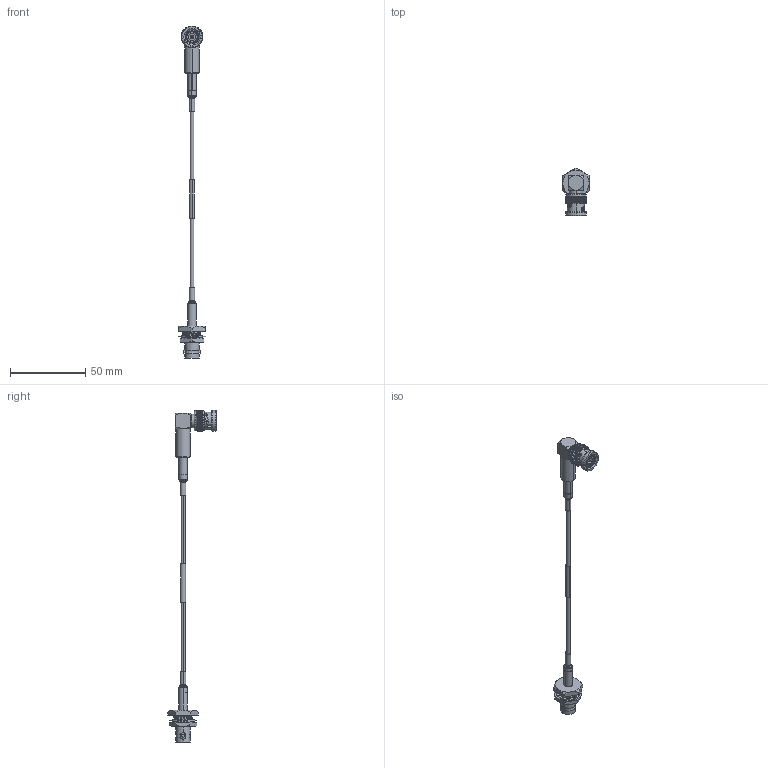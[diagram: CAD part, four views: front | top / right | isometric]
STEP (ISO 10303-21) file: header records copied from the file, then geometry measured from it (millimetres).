
FILE_DESCRIPTION (( 'STEP AP214' ), '1' );
FILE_NAME ('FMCA10014_3D.step', '2024-01-26T20:47:30', ( '' ), ( '' ), 'SwSTEP 2.0', 'SolidWorks 2022', '' );
FILE_SCHEMA (( 'AUTOMOTIVE_DESIGN' ));
Length unit declared in the file: inch
Products named in the file (6): PE4106 ¦ SC6015; FMCA10014_3D; HeatShrink-RG316-DS_2_LONG; RG316_NO LABEL; FMCN1838_Assemble; 1AW01-003_.126 ID
Assembly tree (6 placements, depth 2):
  FMCA10014_3D
    1AW01-003_.126 ID
    RG316_NO LABEL
    HeatShrink-RG316-DS_2_LONG  x2
    FMCN1838_Assemble
    PE4106 ¦ SC6015
Bounding box: 18.34 x 32 x 220.56 mm (x, y, z)
Volume: 7770.7 mm3; surface area: 10499 mm2
Topology: 12 solids, 13 shells, 803 faces, 1934 edges, 1178 vertices
Faces by surface type: plane 241, cylinder 232, cone 206, bspline 104, torus 18, sphere 2
Entity records: 35075 total; most frequent: CARTESIAN_POINT 17570, ORIENTED_EDGE 3780, DIRECTION 3319, EDGE_CURVE 1890, AXIS2_PLACEMENT_3D 1356, VERTEX_POINT 1154, EDGE_LOOP 824, ADVANCED_FACE 781
